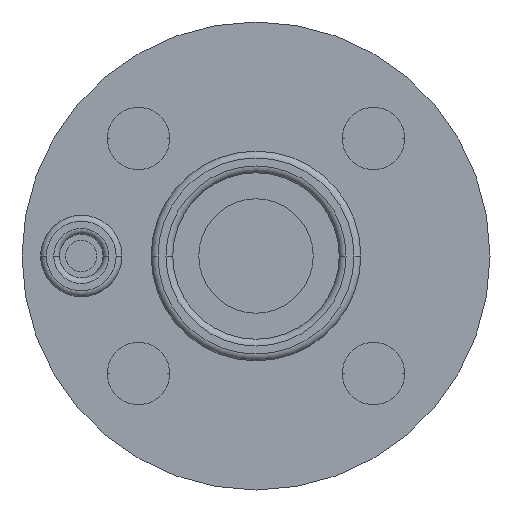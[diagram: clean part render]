
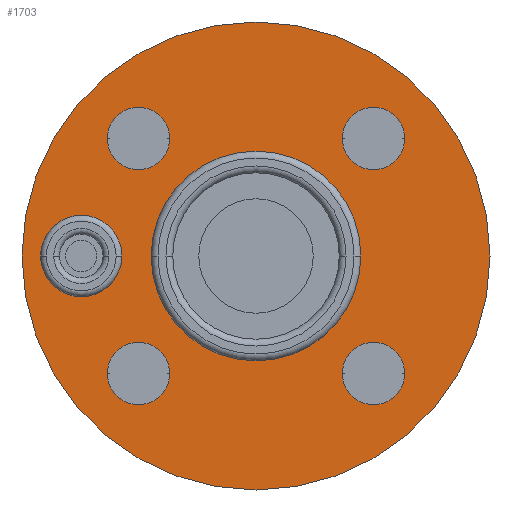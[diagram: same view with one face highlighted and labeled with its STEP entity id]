
A CAD part, front view. The second image highlights one B-rep face of the part: STEP entity #1703.
In plain terms, the highlighted planar face has unit normal (0, -1, 0).
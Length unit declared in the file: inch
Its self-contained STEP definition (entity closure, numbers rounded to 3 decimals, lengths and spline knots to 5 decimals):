
#226=CARTESIAN_POINT('',(0.44488,0.,0.44488));
#227=DIRECTION('',(0.,-1.,0.));
#228=DIRECTION('',(-1.,0.,0.));
#229=AXIS2_PLACEMENT_3D('',#226,#227,#228);
#234=CARTESIAN_POINT('',(0.44488,0.,0.44488));
#235=DIRECTION('',(0.,-1.,0.));
#236=DIRECTION('',(1.,0.,0.));
#237=AXIS2_PLACEMENT_3D('',#234,#235,#236);
#242=CARTESIAN_POINT('',(-0.44488,0.,0.44488));
#243=DIRECTION('',(0.,-1.,0.));
#244=DIRECTION('',(-1.,0.,0.));
#245=AXIS2_PLACEMENT_3D('',#242,#243,#244);
#250=CARTESIAN_POINT('',(-0.44488,0.,0.44488));
#251=DIRECTION('',(0.,-1.,0.));
#252=DIRECTION('',(1.,0.,0.));
#253=AXIS2_PLACEMENT_3D('',#250,#251,#252);
#258=CARTESIAN_POINT('',(0.44488,0.,-0.44488));
#259=DIRECTION('',(0.,-1.,0.));
#260=DIRECTION('',(-1.,0.,0.));
#261=AXIS2_PLACEMENT_3D('',#258,#259,#260);
#266=CARTESIAN_POINT('',(0.44488,0.,-0.44488));
#267=DIRECTION('',(0.,-1.,0.));
#268=DIRECTION('',(1.,0.,0.));
#269=AXIS2_PLACEMENT_3D('',#266,#267,#268);
#274=CARTESIAN_POINT('',(-0.44488,0.,-0.44488));
#275=DIRECTION('',(0.,-1.,0.));
#276=DIRECTION('',(-1.,0.,0.));
#277=AXIS2_PLACEMENT_3D('',#274,#275,#276);
#282=CARTESIAN_POINT('',(-0.44488,0.,-0.44488));
#283=DIRECTION('',(0.,-1.,0.));
#284=DIRECTION('',(1.,0.,0.));
#285=AXIS2_PLACEMENT_3D('',#282,#283,#284);
#306=CARTESIAN_POINT('',(-0.66142,0.,0.));
#307=DIRECTION('',(0.,1.,0.));
#308=DIRECTION('',(1.,0.,0.));
#309=AXIS2_PLACEMENT_3D('',#306,#307,#308);
#314=CARTESIAN_POINT('',(-0.66142,0.,0.));
#315=DIRECTION('',(0.,1.,0.));
#316=DIRECTION('',(-1.,0.,0.));
#317=AXIS2_PLACEMENT_3D('',#314,#315,#316);
#322=CARTESIAN_POINT('',(0.,0.,0.));
#323=DIRECTION('',(0.,1.,0.));
#324=DIRECTION('',(-1.,0.,0.));
#325=AXIS2_PLACEMENT_3D('',#322,#323,#324);
#330=CARTESIAN_POINT('',(0.,0.,0.));
#331=DIRECTION('',(0.,1.,0.));
#332=DIRECTION('',(1.,0.,0.));
#333=AXIS2_PLACEMENT_3D('',#330,#331,#332);
#354=CARTESIAN_POINT('',(0.,0.,0.));
#355=DIRECTION('',(0.,1.,0.));
#356=DIRECTION('',(1.,0.,0.));
#357=AXIS2_PLACEMENT_3D('',#354,#355,#356);
#369=CARTESIAN_POINT('',(0.,0.,0.));
#370=DIRECTION('',(0.,-1.,0.));
#371=DIRECTION('',(1.,0.,0.));
#372=AXIS2_PLACEMENT_3D('',#369,#370,#371);
#1416=CARTESIAN_POINT('',(0.88583,0.,0.));
#1418=VERTEX_POINT('',#1416);
#1442=CARTESIAN_POINT('',(-0.88583,0.,0.));
#1444=VERTEX_POINT('',#1442);
#1482=CARTESIAN_POINT('',(0.32677,0.,0.44488));
#1483=CARTESIAN_POINT('',(0.56299,0.,0.44488));
#1484=VERTEX_POINT('',#1482);
#1485=VERTEX_POINT('',#1483);
#1496=CARTESIAN_POINT('',(-0.56299,0.,0.44488));
#1497=VERTEX_POINT('',#1496);
#1498=CARTESIAN_POINT('',(-0.32677,0.,0.44488));
#1499=VERTEX_POINT('',#1498);
#1510=CARTESIAN_POINT('',(0.32677,0.,-0.44488));
#1511=VERTEX_POINT('',#1510);
#1512=CARTESIAN_POINT('',(0.56299,0.,-0.44488));
#1513=VERTEX_POINT('',#1512);
#1524=CARTESIAN_POINT('',(-0.56299,0.,-0.44488));
#1525=VERTEX_POINT('',#1524);
#1526=CARTESIAN_POINT('',(-0.32677,0.,-0.44488));
#1527=VERTEX_POINT('',#1526);
#1540=CARTESIAN_POINT('',(-0.52953,0.,0.));
#1541=CARTESIAN_POINT('',(-0.79331,0.,0.));
#1542=VERTEX_POINT('',#1540);
#1543=VERTEX_POINT('',#1541);
#1564=CARTESIAN_POINT('',(-0.37096,0.,0.));
#1565=CARTESIAN_POINT('',(0.37096,0.,0.));
#1566=VERTEX_POINT('',#1564);
#1567=VERTEX_POINT('',#1565);
#1656=CARTESIAN_POINT('',(0.,0.,0.));
#1657=DIRECTION('',(0.,1.,0.));
#1658=DIRECTION('',(1.,0.,0.));
#1659=AXIS2_PLACEMENT_3D('',#1656,#1657,#1658);
#1660=PLANE('',#1659);
#1662=ORIENTED_EDGE('',*,*,#1661,.T.);
#1664=ORIENTED_EDGE('',*,*,#1663,.F.);
#1665=EDGE_LOOP('',(#1662,#1664));
#1666=FACE_OUTER_BOUND('',#1665,.F.);
#1668=ORIENTED_EDGE('',*,*,#1667,.T.);
#1670=ORIENTED_EDGE('',*,*,#1669,.T.);
#1671=EDGE_LOOP('',(#1668,#1670));
#1672=FACE_BOUND('',#1671,.F.);
#1674=ORIENTED_EDGE('',*,*,#1673,.T.);
#1676=ORIENTED_EDGE('',*,*,#1675,.T.);
#1677=EDGE_LOOP('',(#1674,#1676));
#1678=FACE_BOUND('',#1677,.F.);
#1680=ORIENTED_EDGE('',*,*,#1679,.T.);
#1682=ORIENTED_EDGE('',*,*,#1681,.T.);
#1683=EDGE_LOOP('',(#1680,#1682));
#1684=FACE_BOUND('',#1683,.F.);
#1686=ORIENTED_EDGE('',*,*,#1685,.T.);
#1688=ORIENTED_EDGE('',*,*,#1687,.T.);
#1689=EDGE_LOOP('',(#1686,#1688));
#1690=FACE_BOUND('',#1689,.F.);
#1692=ORIENTED_EDGE('',*,*,#1691,.F.);
#1694=ORIENTED_EDGE('',*,*,#1693,.F.);
#1695=EDGE_LOOP('',(#1692,#1694));
#1696=FACE_BOUND('',#1695,.F.);
#1698=ORIENTED_EDGE('',*,*,#1697,.F.);
#1700=ORIENTED_EDGE('',*,*,#1699,.F.);
#1701=EDGE_LOOP('',(#1698,#1700));
#1702=FACE_BOUND('',#1701,.F.);
#230=CIRCLE('',#229,0.11811);
#238=CIRCLE('',#237,0.11811);
#246=CIRCLE('',#245,0.11811);
#254=CIRCLE('',#253,0.11811);
#262=CIRCLE('',#261,0.11811);
#270=CIRCLE('',#269,0.11811);
#278=CIRCLE('',#277,0.11811);
#286=CIRCLE('',#285,0.11811);
#310=CIRCLE('',#309,0.13189);
#318=CIRCLE('',#317,0.13189);
#326=CIRCLE('',#325,0.37096);
#334=CIRCLE('',#333,0.37096);
#358=CIRCLE('',#357,0.88583);
#373=CIRCLE('',#372,0.88583);
#1661=EDGE_CURVE('',#1418,#1444,#358,.T.);
#1663=EDGE_CURVE('',#1418,#1444,#373,.T.);
#1667=EDGE_CURVE('',#1484,#1485,#230,.T.);
#1669=EDGE_CURVE('',#1485,#1484,#238,.T.);
#1673=EDGE_CURVE('',#1497,#1499,#246,.T.);
#1675=EDGE_CURVE('',#1499,#1497,#254,.T.);
#1679=EDGE_CURVE('',#1511,#1513,#262,.T.);
#1681=EDGE_CURVE('',#1513,#1511,#270,.T.);
#1685=EDGE_CURVE('',#1525,#1527,#278,.T.);
#1687=EDGE_CURVE('',#1527,#1525,#286,.T.);
#1691=EDGE_CURVE('',#1542,#1543,#310,.T.);
#1693=EDGE_CURVE('',#1543,#1542,#318,.T.);
#1697=EDGE_CURVE('',#1566,#1567,#326,.T.);
#1699=EDGE_CURVE('',#1567,#1566,#334,.T.);
#1703=ADVANCED_FACE('',(#1666,#1672,#1678,#1684,#1690,#1696,#1702),#1660,.F.);
